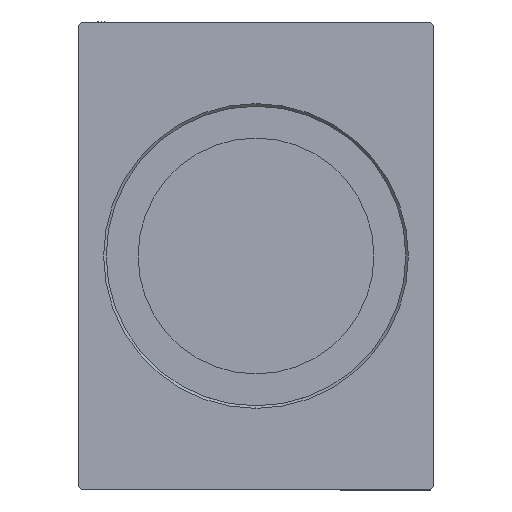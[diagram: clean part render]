
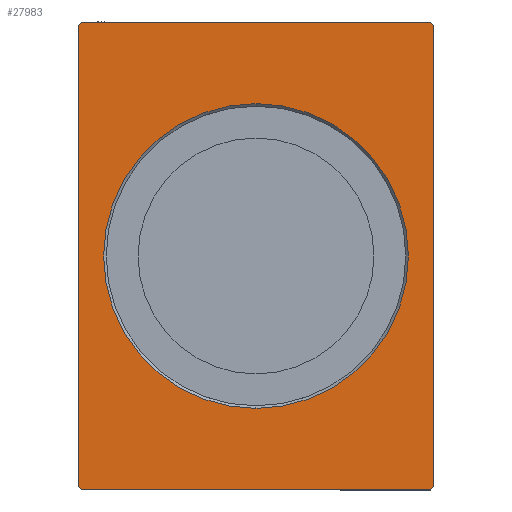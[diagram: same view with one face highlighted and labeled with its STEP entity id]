
A CAD part, left-side view. The second image highlights one B-rep face of the part: STEP entity #27983.
In plain terms, the highlighted planar face has unit normal (-1, 0, 0).
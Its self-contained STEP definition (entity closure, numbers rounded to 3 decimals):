
#717 = VECTOR ( 'NONE', #1762, 1000. ) ;
#1611 = EDGE_CURVE ( 'NONE', #27621, #32695, #22522, .T. ) ;
#1762 = DIRECTION ( 'NONE',  ( 0., 0., 1. ) ) ;
#2315 = CARTESIAN_POINT ( 'NONE',  ( 0., 0., 40.7 ) ) ;
#2552 = DIRECTION ( 'NONE',  ( 0., -0.707, 0.707 ) ) ;
#2737 = CARTESIAN_POINT ( 'NONE',  ( 0., -47.5, -61.5 ) ) ;
#3003 = DIRECTION ( 'NONE',  ( 1., 0., 0. ) ) ;
#4372 = VECTOR ( 'NONE', #2552, 1000. ) ;
#4715 = AXIS2_PLACEMENT_3D ( 'NONE', #19094, #32194, #12665 ) ;
#4984 = LINE ( 'NONE', #40786, #717 ) ;
#5600 = ORIENTED_EDGE ( 'NONE', *, *, #7834, .F. ) ;
#5777 = ORIENTED_EDGE ( 'NONE', *, *, #11755, .F. ) ;
#5790 = DIRECTION ( 'NONE',  ( 0., -0.707, -0.707 ) ) ;
#7728 = CARTESIAN_POINT ( 'NONE',  ( 0., 47.5, -61.5 ) ) ;
#7834 = EDGE_CURVE ( 'NONE', #19601, #42319, #4984, .T. ) ;
#8565 = CARTESIAN_POINT ( 'NONE',  ( 0., 47.5, 61.5 ) ) ;
#9018 = CARTESIAN_POINT ( 'NONE',  ( 0., 0., 0. ) ) ;
#9394 = AXIS2_PLACEMENT_3D ( 'NONE', #33331, #33758, #13817 ) ;
#9402 = VECTOR ( 'NONE', #31496, 1000. ) ;
#9946 = ORIENTED_EDGE ( 'NONE', *, *, #19765, .F. ) ;
#10868 = AXIS2_PLACEMENT_3D ( 'NONE', #9018, #3003, #16065 ) ;
#10991 = VECTOR ( 'NONE', #17374, 1000. ) ;
#11002 = ORIENTED_EDGE ( 'NONE', *, *, #30720, .F. ) ;
#11012 = CARTESIAN_POINT ( 'NONE',  ( 0., 46.5, -62.5 ) ) ;
#11560 = LINE ( 'NONE', #8565, #4372 ) ;
#11749 = EDGE_LOOP ( 'NONE', ( #9946, #5600, #29922, #5777, #11002, #30668, #40736, #30201 ) ) ;
#11755 = EDGE_CURVE ( 'NONE', #39410, #25672, #27041, .T. ) ;
#12665 = DIRECTION ( 'NONE',  ( 0., 0., -1. ) ) ;
#12949 = ORIENTED_EDGE ( 'NONE', *, *, #38853, .T. ) ;
#13817 = DIRECTION ( 'NONE',  ( 0., 0., -1. ) ) ;
#14861 = DIRECTION ( 'NONE',  ( 0., 0.707, 0.707 ) ) ;
#15188 = LINE ( 'NONE', #37914, #9402 ) ;
#15419 = LINE ( 'NONE', #21860, #34798 ) ;
#16065 = DIRECTION ( 'NONE',  ( 0., 0., -1. ) ) ;
#16953 = CARTESIAN_POINT ( 'NONE',  ( 0., -46.5, -62.5 ) ) ;
#17272 = CARTESIAN_POINT ( 'NONE',  ( 0., -47.5, -61.5 ) ) ;
#17374 = DIRECTION ( 'NONE',  ( 0., 1., 0. ) ) ;
#17463 = VECTOR ( 'NONE', #14861, 1000. ) ;
#19060 = LINE ( 'NONE', #22076, #35601 ) ;
#19094 = CARTESIAN_POINT ( 'NONE',  ( 0., 0., 0. ) ) ;
#19601 = VERTEX_POINT ( 'NONE', #7728 ) ;
#19765 = EDGE_CURVE ( 'NONE', #42319, #36119, #11560, .T. ) ;
#20670 = FACE_BOUND ( 'NONE', #30321, .T. ) ;
#21860 = CARTESIAN_POINT ( 'NONE',  ( 0., 46.5, 62.5 ) ) ;
#22076 = CARTESIAN_POINT ( 'NONE',  ( 0., -46.5, 62.5 ) ) ;
#22394 = CARTESIAN_POINT ( 'NONE',  ( 0., 47.5, 61.5 ) ) ;
#22522 = CIRCLE ( 'NONE', #10868, 40.7 ) ;
#23692 = EDGE_CURVE ( 'NONE', #25672, #19601, #24747, .T. ) ;
#23702 = LINE ( 'NONE', #17272, #33294 ) ;
#24114 = CARTESIAN_POINT ( 'NONE',  ( 0., -46.5, -62.5 ) ) ;
#24486 = CARTESIAN_POINT ( 'NONE',  ( 0., 46.5, 62.5 ) ) ;
#24747 = LINE ( 'NONE', #11012, #17463 ) ;
#25259 = CIRCLE ( 'NONE', #4715, 40.7 ) ;
#25322 = VERTEX_POINT ( 'NONE', #26511 ) ;
#25672 = VERTEX_POINT ( 'NONE', #41288 ) ;
#26511 = CARTESIAN_POINT ( 'NONE',  ( 0., -46.5, 62.5 ) ) ;
#27041 = LINE ( 'NONE', #16953, #10991 ) ;
#27328 = FACE_OUTER_BOUND ( 'NONE', #11749, .T. ) ;
#27621 = VERTEX_POINT ( 'NONE', #34160 ) ;
#27666 = DIRECTION ( 'NONE',  ( 0., -1., 0. ) ) ;
#27983 = ADVANCED_FACE ( 'NONE', ( #20670, #27328 ), #36966, .F. ) ;
#29922 = ORIENTED_EDGE ( 'NONE', *, *, #23692, .F. ) ;
#30201 = ORIENTED_EDGE ( 'NONE', *, *, #37065, .F. ) ;
#30321 = EDGE_LOOP ( 'NONE', ( #12949, #31419 ) ) ;
#30668 = ORIENTED_EDGE ( 'NONE', *, *, #34633, .F. ) ;
#30720 = EDGE_CURVE ( 'NONE', #32693, #39410, #23702, .T. ) ;
#31419 = ORIENTED_EDGE ( 'NONE', *, *, #1611, .T. ) ;
#31496 = DIRECTION ( 'NONE',  ( 0., 0., -1. ) ) ;
#32194 = DIRECTION ( 'NONE',  ( 1., 0., 0. ) ) ;
#32355 = VERTEX_POINT ( 'NONE', #36841 ) ;
#32693 = VERTEX_POINT ( 'NONE', #2737 ) ;
#32695 = VERTEX_POINT ( 'NONE', #2315 ) ;
#33294 = VECTOR ( 'NONE', #40209, 1000. ) ;
#33331 = CARTESIAN_POINT ( 'NONE',  ( 0., 0., 0. ) ) ;
#33758 = DIRECTION ( 'NONE',  ( 1., 0., 0. ) ) ;
#34160 = CARTESIAN_POINT ( 'NONE',  ( 0., 0., -40.7 ) ) ;
#34633 = EDGE_CURVE ( 'NONE', #32355, #32693, #15188, .T. ) ;
#34798 = VECTOR ( 'NONE', #27666, 1000. ) ;
#35601 = VECTOR ( 'NONE', #5790, 1000. ) ;
#36119 = VERTEX_POINT ( 'NONE', #24486 ) ;
#36841 = CARTESIAN_POINT ( 'NONE',  ( 0., -47.5, 61.5 ) ) ;
#36966 = PLANE ( 'NONE',  #9394 ) ;
#37065 = EDGE_CURVE ( 'NONE', #36119, #25322, #15419, .T. ) ;
#37914 = CARTESIAN_POINT ( 'NONE',  ( 0., -47.5, 61.5 ) ) ;
#38853 = EDGE_CURVE ( 'NONE', #32695, #27621, #25259, .T. ) ;
#39410 = VERTEX_POINT ( 'NONE', #24114 ) ;
#40209 = DIRECTION ( 'NONE',  ( 0., 0.707, -0.707 ) ) ;
#40736 = ORIENTED_EDGE ( 'NONE', *, *, #41582, .F. ) ;
#40786 = CARTESIAN_POINT ( 'NONE',  ( 0., 47.5, -61.5 ) ) ;
#41288 = CARTESIAN_POINT ( 'NONE',  ( 0., 46.5, -62.5 ) ) ;
#41582 = EDGE_CURVE ( 'NONE', #25322, #32355, #19060, .T. ) ;
#42319 = VERTEX_POINT ( 'NONE', #22394 ) ;
